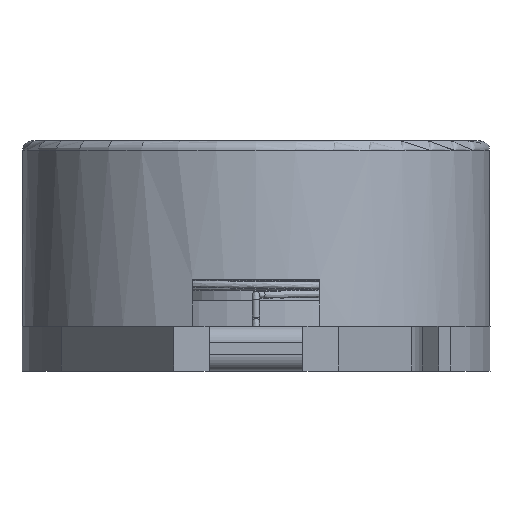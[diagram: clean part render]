
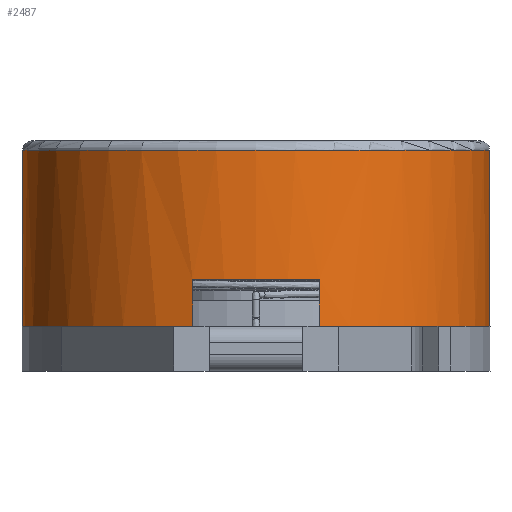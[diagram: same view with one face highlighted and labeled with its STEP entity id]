
A CAD part, left-side view. The second image highlights one B-rep face of the part: STEP entity #2487.
In plain terms, the highlighted cylindrical face has radius 4.975 mm (diameter 9.95 mm), a full revolution.
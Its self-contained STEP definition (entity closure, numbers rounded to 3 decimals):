
#38=CYLINDRICAL_SURFACE('',#2626,4.975);
#104=LINE('',#6770,#244);
#110=LINE('',#6786,#250);
#112=LINE('',#6789,#252);
#184=LINE('',#7093,#324);
#244=VECTOR('',#2732,1000.);
#250=VECTOR('',#2746,1000.);
#252=VECTOR('',#2750,1000.);
#324=VECTOR('',#3020,1000.);
#862=ORIENTED_EDGE('',*,*,#1020,.T.);
#863=ORIENTED_EDGE('',*,*,#1017,.T.);
#864=ORIENTED_EDGE('',*,*,#952,.F.);
#865=ORIENTED_EDGE('',*,*,#1132,.F.);
#866=ORIENTED_EDGE('',*,*,#956,.F.);
#867=ORIENTED_EDGE('',*,*,#1009,.F.);
#868=ORIENTED_EDGE('',*,*,#1138,.T.);
#869=ORIENTED_EDGE('',*,*,#1140,.T.);
#870=ORIENTED_EDGE('',*,*,#936,.F.);
#871=ORIENTED_EDGE('',*,*,#1131,.F.);
#872=ORIENTED_EDGE('',*,*,#940,.F.);
#873=ORIENTED_EDGE('',*,*,#1019,.F.);
#874=ORIENTED_EDGE('',*,*,#1012,.F.);
#936=EDGE_CURVE('',#1170,#1171,#1311,.T.);
#940=EDGE_CURVE('',#1174,#1175,#1313,.T.);
#952=EDGE_CURVE('',#1186,#1187,#1315,.T.);
#956=EDGE_CURVE('',#1190,#1191,#1317,.T.);
#1009=EDGE_CURVE('',#1233,#1190,#104,.T.);
#1012=EDGE_CURVE('',#1235,#1236,#1319,.T.);
#1017=EDGE_CURVE('',#1235,#1187,#110,.T.);
#1019=EDGE_CURVE('',#1236,#1174,#112,.T.);
#1020=EDGE_CURVE('',#1239,#1239,#1321,.T.);
#1131=EDGE_CURVE('',#1175,#1170,#1355,.T.);
#1132=EDGE_CURVE('',#1191,#1186,#1356,.T.);
#1138=EDGE_CURVE('',#1233,#1306,#1360,.T.);
#1140=EDGE_CURVE('',#1306,#1171,#184,.T.);
#1170=VERTEX_POINT('',#6190);
#1171=VERTEX_POINT('',#6192);
#1174=VERTEX_POINT('',#6198);
#1175=VERTEX_POINT('',#6200);
#1186=VERTEX_POINT('',#6222);
#1187=VERTEX_POINT('',#6224);
#1190=VERTEX_POINT('',#6230);
#1191=VERTEX_POINT('',#6232);
#1233=VERTEX_POINT('',#6771);
#1235=VERTEX_POINT('',#6777);
#1236=VERTEX_POINT('',#6778);
#1239=VERTEX_POINT('',#6792);
#1306=VERTEX_POINT('',#7088);
#1311=CIRCLE('',#2507,4.975);
#1313=CIRCLE('',#2509,4.975);
#1315=CIRCLE('',#2511,4.975);
#1317=CIRCLE('',#2513,4.975);
#1319=CIRCLE('',#2524,4.975);
#1321=CIRCLE('',#2529,4.975);
#1355=CIRCLE('',#2614,4.975);
#1356=CIRCLE('',#2616,4.975);
#1360=CIRCLE('',#2624,4.975);
#1493=EDGE_LOOP('',(#862));
#1494=EDGE_LOOP('',(#863,#864,#865,#866,#867,#868,#869,#870,#871,#872,#873,
#874));
#1635=FACE_BOUND('',#1493,.T.);
#1636=FACE_BOUND('',#1494,.T.);
#2487=ADVANCED_FACE('',(#1635,#1636),#38,.T.);
#2507=AXIS2_PLACEMENT_3D('',#6191,#2651,#2652);
#2509=AXIS2_PLACEMENT_3D('',#6199,#2657,#2658);
#2511=AXIS2_PLACEMENT_3D('',#6223,#2671,#2672);
#2513=AXIS2_PLACEMENT_3D('',#6231,#2677,#2678);
#2524=AXIS2_PLACEMENT_3D('',#6776,#2737,#2738);
#2529=AXIS2_PLACEMENT_3D('',#6791,#2753,#2754);
#2614=AXIS2_PLACEMENT_3D('',#7073,#2992,#2993);
#2616=AXIS2_PLACEMENT_3D('',#7075,#2996,#2997);
#2624=AXIS2_PLACEMENT_3D('',#7090,#3014,#3015);
#2626=AXIS2_PLACEMENT_3D('',#7092,#3018,#3019);
#2651=DIRECTION('',(0.,0.,-1.));
#2652=DIRECTION('',(1.,0.,0.));
#2657=DIRECTION('',(0.,0.,-1.));
#2658=DIRECTION('',(1.,0.,0.));
#2671=DIRECTION('',(0.,0.,-1.));
#2672=DIRECTION('',(1.,0.,0.));
#2677=DIRECTION('',(0.,0.,-1.));
#2678=DIRECTION('',(1.,0.,0.));
#2732=DIRECTION('',(0.,0.,-1.));
#2737=DIRECTION('',(0.,0.,-1.));
#2738=DIRECTION('',(-0.707,-0.707,0.));
#2746=DIRECTION('',(0.,0.,-1.));
#2750=DIRECTION('',(0.,0.,-1.));
#2753=DIRECTION('',(0.,0.,-1.));
#2754=DIRECTION('',(-1.,0.,0.));
#2992=DIRECTION('',(0.,0.,-1.));
#2993=DIRECTION('',(1.,0.,0.));
#2996=DIRECTION('',(0.,0.,-1.));
#2997=DIRECTION('',(1.,0.,0.));
#3014=DIRECTION('',(0.,0.,1.));
#3015=DIRECTION('',(-0.707,-0.707,0.));
#3018=DIRECTION('',(0.,0.,-1.));
#3019=DIRECTION('',(1.,0.,0.));
#3020=DIRECTION('',(0.,0.,-1.));
#6190=CARTESIAN_POINT('',(-3.854,-3.146,-3.95));
#6191=CARTESIAN_POINT('',(0.,0.,-3.95));
#6192=CARTESIAN_POINT('',(-4.788,-1.35,-3.95));
#6198=CARTESIAN_POINT('',(4.788,-1.35,-3.95));
#6199=CARTESIAN_POINT('',(0.,0.,-3.95));
#6200=CARTESIAN_POINT('',(-3.146,-3.854,-3.95));
#6222=CARTESIAN_POINT('',(3.854,3.146,-3.95));
#6223=CARTESIAN_POINT('',(0.,0.,-3.95));
#6224=CARTESIAN_POINT('',(4.788,1.35,-3.95));
#6230=CARTESIAN_POINT('',(-4.788,1.35,-3.95));
#6231=CARTESIAN_POINT('',(0.,0.,-3.95));
#6232=CARTESIAN_POINT('',(3.146,3.854,-3.95));
#6770=CARTESIAN_POINT('',(-4.788,1.35,-2.95));
#6771=CARTESIAN_POINT('',(-4.788,1.35,-2.95));
#6776=CARTESIAN_POINT('',(0.,0.,-2.95));
#6777=CARTESIAN_POINT('',(4.788,1.35,-2.95));
#6778=CARTESIAN_POINT('',(4.788,-1.35,-2.95));
#6786=CARTESIAN_POINT('',(4.788,1.35,-2.95));
#6789=CARTESIAN_POINT('',(4.788,-1.35,-2.95));
#6791=CARTESIAN_POINT('',(0.,0.,-0.2));
#6792=CARTESIAN_POINT('',(-4.975,0.,-0.2));
#7073=CARTESIAN_POINT('',(0.,0.,-3.95));
#7075=CARTESIAN_POINT('',(0.,0.,-3.95));
#7088=CARTESIAN_POINT('',(-4.788,-1.35,-2.95));
#7090=CARTESIAN_POINT('',(0.,0.,-2.95));
#7092=CARTESIAN_POINT('',(0.,0.,-3.95));
#7093=CARTESIAN_POINT('',(-4.788,-1.35,-2.95));
